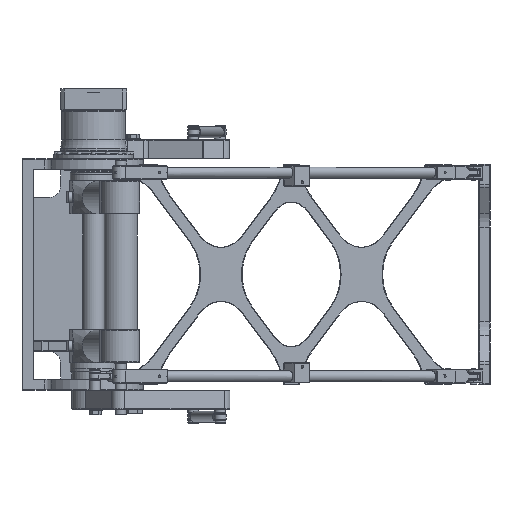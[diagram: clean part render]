
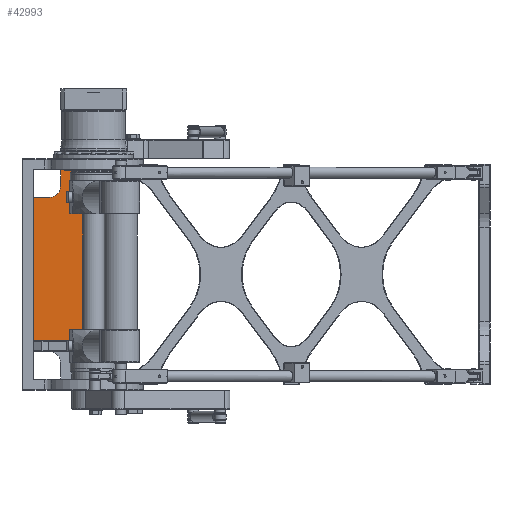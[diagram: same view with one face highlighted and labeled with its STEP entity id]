
A CAD part, left-side view. The second image highlights one B-rep face of the part: STEP entity #42993.
In plain terms, the highlighted planar face has unit normal (-1, 0, 0).
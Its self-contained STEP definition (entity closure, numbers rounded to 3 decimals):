
#3438=CIRCLE('',#46526,20.);
#6433=FACE_OUTER_BOUND('',#9479,.T.);
#9479=EDGE_LOOP('',(#32299,#32300,#32301,#32302,#32303,#32304,#32305,#32306));
#12874=LINE('',#70346,#16489);
#13003=LINE('',#71185,#16618);
#13007=LINE('',#71193,#16622);
#13072=LINE('',#71363,#16687);
#13137=LINE('',#71528,#16752);
#13142=LINE('',#71540,#16757);
#13143=LINE('',#71541,#16758);
#16489=VECTOR('',#52395,10.);
#16618=VECTOR('',#53396,10.);
#16622=VECTOR('',#53402,10.);
#16687=VECTOR('',#53573,10.);
#16752=VECTOR('',#53790,10.);
#16757=VECTOR('',#53803,10.);
#16758=VECTOR('',#53804,10.);
#20106=VERTEX_POINT('',#70344);
#20107=VERTEX_POINT('',#70345);
#20380=VERTEX_POINT('',#71183);
#20381=VERTEX_POINT('',#71184);
#20384=VERTEX_POINT('',#71192);
#20436=VERTEX_POINT('',#71361);
#20459=VERTEX_POINT('',#71522);
#20463=VERTEX_POINT('',#71539);
#24344=EDGE_CURVE('',#20106,#20107,#12874,.T.);
#24663=EDGE_CURVE('',#20380,#20381,#13003,.T.);
#24667=EDGE_CURVE('',#20107,#20384,#13007,.F.);
#24754=EDGE_CURVE('',#20436,#20106,#13072,.T.);
#24832=EDGE_CURVE('',#20381,#20459,#3438,.T.);
#24835=EDGE_CURVE('',#20459,#20436,#13137,.T.);
#24841=EDGE_CURVE('',#20463,#20380,#13142,.T.);
#24842=EDGE_CURVE('',#20384,#20463,#13143,.T.);
#32299=ORIENTED_EDGE('',*,*,#24344,.F.);
#32300=ORIENTED_EDGE('',*,*,#24754,.F.);
#32301=ORIENTED_EDGE('',*,*,#24835,.F.);
#32302=ORIENTED_EDGE('',*,*,#24832,.F.);
#32303=ORIENTED_EDGE('',*,*,#24663,.F.);
#32304=ORIENTED_EDGE('',*,*,#24841,.F.);
#32305=ORIENTED_EDGE('',*,*,#24842,.F.);
#32306=ORIENTED_EDGE('',*,*,#24667,.F.);
#41225=PLANE('',#46532);
#42993=ADVANCED_FACE('',(#6433),#41225,.F.);
#46526=AXIS2_PLACEMENT_3D('',#71523,#53783,#53784);
#46532=AXIS2_PLACEMENT_3D('',#71538,#53801,#53802);
#52395=DIRECTION('',(0.,0.,-1.));
#53396=DIRECTION('',(0.,-1.,0.));
#53402=DIRECTION('',(0.,-0.707,-0.707));
#53573=DIRECTION('',(0.,-1.,0.));
#53783=DIRECTION('center_axis',(-1.,0.,0.));
#53784=DIRECTION('ref_axis',(0.,1.,0.));
#53790=DIRECTION('',(0.,0.,1.));
#53801=DIRECTION('center_axis',(1.,0.,0.));
#53802=DIRECTION('ref_axis',(0.,0.,-1.));
#53803=DIRECTION('',(0.,0.,1.));
#53804=DIRECTION('',(0.,1.,0.));
#70344=CARTESIAN_POINT('',(-165.,10.,0.));
#70345=CARTESIAN_POINT('',(-165.,10.,-311.));
#70346=CARTESIAN_POINT('',(-165.,10.,-190.));
#71183=CARTESIAN_POINT('',(-165.,110.,-50.));
#71184=CARTESIAN_POINT('',(-165.,80.,-50.));
#71185=CARTESIAN_POINT('',(-165.,91.042,-50.));
#71192=CARTESIAN_POINT('',(-165.,11.,-310.));
#71193=CARTESIAN_POINT('',(-165.,29.419,-291.581));
#71361=CARTESIAN_POINT('',(-165.,60.,0.));
#71363=CARTESIAN_POINT('',(-165.,33.209,0.));
#71522=CARTESIAN_POINT('',(-165.,60.,-30.));
#71523=CARTESIAN_POINT('Origin',(-165.,80.,-30.));
#71528=CARTESIAN_POINT('',(-165.,60.,-30.));
#71538=CARTESIAN_POINT('Origin',(-165.,55.689,-280.013));
#71539=CARTESIAN_POINT('',(-165.,110.,-310.));
#71540=CARTESIAN_POINT('',(-165.,110.,-130.007));
#71541=CARTESIAN_POINT('',(-165.,10.,-310.));
